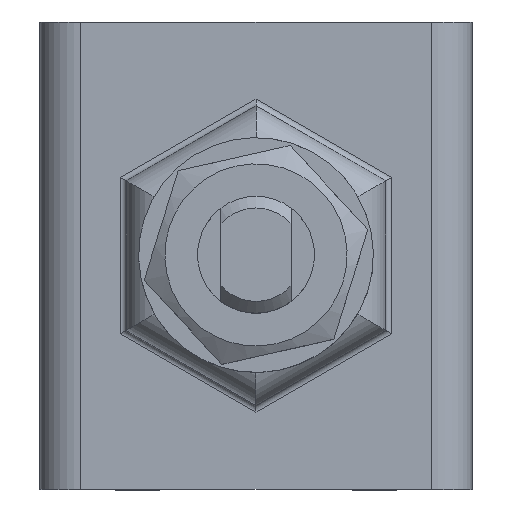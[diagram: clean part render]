
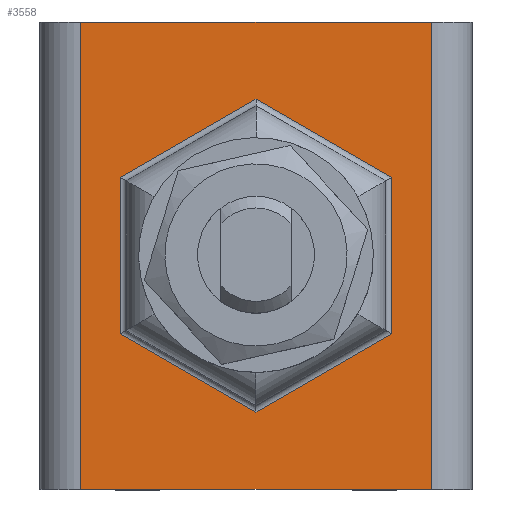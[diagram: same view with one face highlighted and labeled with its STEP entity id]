
A CAD part, top view. The second image highlights one B-rep face of the part: STEP entity #3558.
In plain terms, the highlighted face is planar.
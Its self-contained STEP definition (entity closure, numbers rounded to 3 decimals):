
#202=FACE_BOUND('',#553,.T.);
#338=FACE_OUTER_BOUND('',#552,.T.);
#552=EDGE_LOOP('',(#2938,#2939,#2940,#2941));
#553=EDGE_LOOP('',(#2942,#2943,#2944,#2945,#2946,#2947));
#956=LINE('',#5691,#1308);
#965=LINE('',#5730,#1317);
#1005=LINE('',#5860,#1357);
#1007=LINE('',#5867,#1359);
#1009=LINE('',#5873,#1361);
#1011=LINE('',#5878,#1363);
#1013=LINE('',#5885,#1365);
#1015=LINE('',#5888,#1367);
#1023=LINE('',#5904,#1375);
#1024=LINE('',#5905,#1376);
#1308=VECTOR('',#4593,10.);
#1317=VECTOR('',#4630,10.);
#1357=VECTOR('',#4762,10.);
#1359=VECTOR('',#4770,10.);
#1361=VECTOR('',#4776,10.);
#1363=VECTOR('',#4780,10.);
#1365=VECTOR('',#4788,10.);
#1367=VECTOR('',#4792,10.);
#1375=VECTOR('',#4808,10.);
#1376=VECTOR('',#4809,10.);
#1617=VERTEX_POINT('',#5688);
#1618=VERTEX_POINT('',#5690);
#1633=VERTEX_POINT('',#5727);
#1634=VERTEX_POINT('',#5729);
#1677=VERTEX_POINT('',#5857);
#1678=VERTEX_POINT('',#5859);
#1680=VERTEX_POINT('',#5865);
#1682=VERTEX_POINT('',#5871);
#1684=VERTEX_POINT('',#5877);
#1686=VERTEX_POINT('',#5883);
#2032=EDGE_CURVE('',#1618,#1617,#956,.T.);
#2053=EDGE_CURVE('',#1634,#1633,#965,.T.);
#2118=EDGE_CURVE('',#1677,#1678,#1005,.T.);
#2122=EDGE_CURVE('',#1680,#1677,#1007,.T.);
#2125=EDGE_CURVE('',#1682,#1680,#1009,.T.);
#2127=EDGE_CURVE('',#1678,#1684,#1011,.T.);
#2131=EDGE_CURVE('',#1686,#1682,#1013,.T.);
#2133=EDGE_CURVE('',#1684,#1686,#1015,.T.);
#2141=EDGE_CURVE('',#1618,#1633,#1023,.T.);
#2142=EDGE_CURVE('',#1634,#1617,#1024,.T.);
#2938=ORIENTED_EDGE('',*,*,#2141,.F.);
#2939=ORIENTED_EDGE('',*,*,#2032,.T.);
#2940=ORIENTED_EDGE('',*,*,#2142,.F.);
#2941=ORIENTED_EDGE('',*,*,#2053,.T.);
#2942=ORIENTED_EDGE('',*,*,#2118,.F.);
#2943=ORIENTED_EDGE('',*,*,#2122,.F.);
#2944=ORIENTED_EDGE('',*,*,#2125,.F.);
#2945=ORIENTED_EDGE('',*,*,#2131,.F.);
#2946=ORIENTED_EDGE('',*,*,#2133,.F.);
#2947=ORIENTED_EDGE('',*,*,#2127,.F.);
#3383=PLANE('',#3977);
#3558=ADVANCED_FACE('',(#338,#202),#3383,.T.);
#3977=AXIS2_PLACEMENT_3D('',#5903,#4806,#4807);
#4593=DIRECTION('',(-1.,0.,0.));
#4630=DIRECTION('',(1.,0.,0.));
#4762=DIRECTION('',(0.,0.,1.));
#4770=DIRECTION('',(-0.866,0.,0.5));
#4776=DIRECTION('',(-0.866,0.,-0.5));
#4780=DIRECTION('',(0.866,0.,0.5));
#4788=DIRECTION('',(0.,0.,-1.));
#4792=DIRECTION('',(0.866,0.,-0.5));
#4806=DIRECTION('center_axis',(0.,1.,0.));
#4807=DIRECTION('ref_axis',(0.,0.,1.));
#4808=DIRECTION('',(0.,0.,1.));
#4809=DIRECTION('',(0.,0.,-1.));
#5688=CARTESIAN_POINT('',(-15.,36.,-20.));
#5690=CARTESIAN_POINT('',(15.,36.,-20.));
#5691=CARTESIAN_POINT('',(0.,36.,-20.));
#5727=CARTESIAN_POINT('',(15.,36.,20.));
#5729=CARTESIAN_POINT('',(-15.,36.,20.));
#5730=CARTESIAN_POINT('',(18.5,36.,20.));
#5857=CARTESIAN_POINT('',(-11.6,36.,-6.697));
#5859=CARTESIAN_POINT('',(-11.6,36.,6.697));
#5860=CARTESIAN_POINT('',(-11.6,36.,0.));
#5865=CARTESIAN_POINT('',(0.,36.,-13.395));
#5867=CARTESIAN_POINT('',(-8.575,36.,-8.444));
#5871=CARTESIAN_POINT('',(11.6,36.,-6.697));
#5873=CARTESIAN_POINT('',(3.025,36.,-11.648));
#5877=CARTESIAN_POINT('',(0.,36.,13.395));
#5878=CARTESIAN_POINT('',(-3.025,36.,11.648));
#5883=CARTESIAN_POINT('',(11.6,36.,6.697));
#5885=CARTESIAN_POINT('',(11.6,36.,-3.204));
#5888=CARTESIAN_POINT('',(8.575,36.,8.444));
#5903=CARTESIAN_POINT('Origin',(0.,36.,0.));
#5904=CARTESIAN_POINT('',(15.,36.,0.));
#5905=CARTESIAN_POINT('',(-15.,36.,0.));
